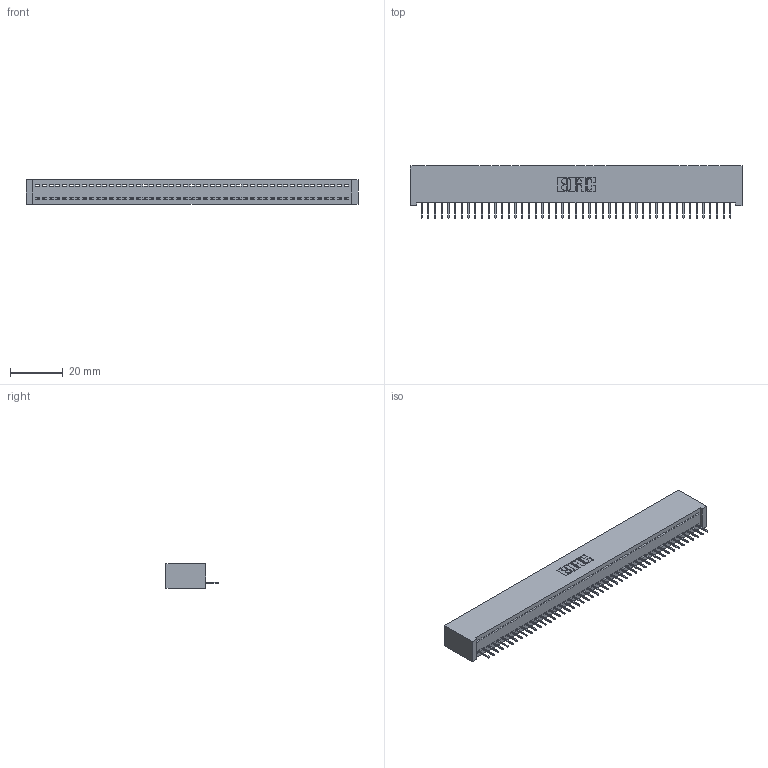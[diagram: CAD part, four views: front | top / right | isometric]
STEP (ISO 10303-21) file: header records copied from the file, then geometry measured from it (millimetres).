
FILE_DESCRIPTION (( 'STEP AP203' ), '1' );
FILE_NAME ('392-047-524-101.STEP', '2019-10-08T00:20:25', ( '' ), ( '' ), 'SwSTEP 2.0', 'SolidWorks 2016', '' );
FILE_SCHEMA (( 'CONFIG_CONTROL_DESIGN' ));
Length unit declared in the file: inch
Products named in the file (3): 342 Part_Lugless; 345-292-001_345-293-124; 392-047-524-101
Assembly tree (48 placements, depth 2):
  392-047-524-101
    342 Part_Lugless
    345-292-001_345-293-124  x47
Bounding box: 125.63 x 19.69 x 9.4 mm (x, y, z)
Volume: 11256.8 mm3; surface area: 16370.1 mm2
Topology: 48 solids, 48 shells, 3016 faces, 8735 edges, 5634 vertices
Faces by surface type: plane 2318, cylinder 698
Entity records: 27751 total; most frequent: CARTESIAN_POINT 4791, ORIENTED_EDGE 4774, DIRECTION 4025, EDGE_CURVE 2387, LINE 2271, VECTOR 2271, VERTEX_POINT 1586, AXIS2_PLACEMENT_3D 877
